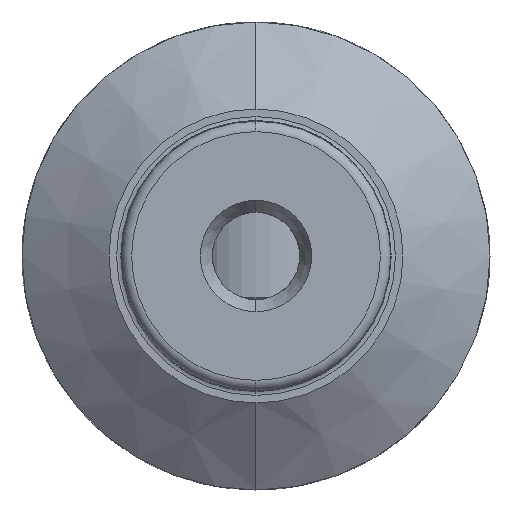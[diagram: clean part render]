
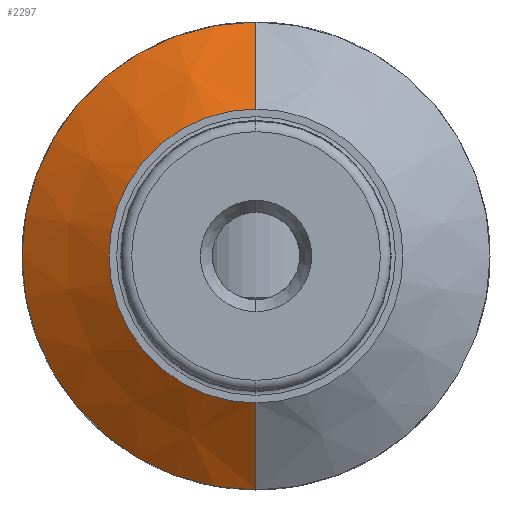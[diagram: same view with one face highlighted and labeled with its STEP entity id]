
A CAD part, left-side view. The second image highlights one B-rep face of the part: STEP entity #2297.
In plain terms, the highlighted conical face has half-angle 55 degrees and reference radius 11.25 mm.
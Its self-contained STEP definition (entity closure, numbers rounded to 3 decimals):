
#2297 = ADVANCED_FACE ( 'NONE', ( #11484 ), #20877, .T. ) ;
#3174 = CARTESIAN_POINT ( 'NONE',  ( -36.677, 0., 11.25 ) ) ;
#4772 = CIRCLE ( 'NONE', #21599, 7.067 ) ;
#4780 = CARTESIAN_POINT ( 'NONE',  ( -39.606, 0., -7.067 ) ) ;
#7442 = VERTEX_POINT ( 'NONE', #23290 ) ;
#7497 = ORIENTED_EDGE ( 'NONE', *, *, #13255, .F. ) ;
#8421 = CARTESIAN_POINT ( 'NONE',  ( -39.606, 0., 7.067 ) ) ;
#8755 = CARTESIAN_POINT ( 'NONE',  ( -36.677, 0., 0. ) ) ;
#9323 = EDGE_CURVE ( 'NONE', #7442, #30514, #14293, .T. ) ;
#9327 = VECTOR ( 'NONE', #15434, 1000. ) ;
#9609 = LINE ( 'NONE', #3174, #9327 ) ;
#11484 = FACE_OUTER_BOUND ( 'NONE', #22968, .T. ) ;
#12010 = ORIENTED_EDGE ( 'NONE', *, *, #9323, .T. ) ;
#13255 = EDGE_CURVE ( 'NONE', #28934, #21617, #4772, .T. ) ;
#14136 = ORIENTED_EDGE ( 'NONE', *, *, #30325, .F. ) ;
#14293 = CIRCLE ( 'NONE', #14793, 11.25 ) ;
#14793 = AXIS2_PLACEMENT_3D ( 'NONE', #8755, #15167, #17123 ) ;
#15167 = DIRECTION ( 'NONE',  ( -1., 0., 0. ) ) ;
#15434 = DIRECTION ( 'NONE',  ( 0.574, 0., 0.819 ) ) ;
#16776 = ORIENTED_EDGE ( 'NONE', *, *, #28753, .T. ) ;
#17123 = DIRECTION ( 'NONE',  ( 0., 0., 1. ) ) ;
#17320 = DIRECTION ( 'NONE',  ( 0., 0., -1. ) ) ;
#17419 = DIRECTION ( 'NONE',  ( 0.574, 0., -0.819 ) ) ;
#18972 = CARTESIAN_POINT ( 'NONE',  ( -39.606, 0., 0. ) ) ;
#20877 = CONICAL_SURFACE ( 'NONE', #23317, 11.25, 0.96 ) ;
#21599 = AXIS2_PLACEMENT_3D ( 'NONE', #18972, #30019, #22877 ) ;
#21617 = VERTEX_POINT ( 'NONE', #4780 ) ;
#22877 = DIRECTION ( 'NONE',  ( 0., 0., 1. ) ) ;
#22968 = EDGE_LOOP ( 'NONE', ( #7497, #16776, #12010, #14136 ) ) ;
#23290 = CARTESIAN_POINT ( 'NONE',  ( -36.677, 0., 11.25 ) ) ;
#23317 = AXIS2_PLACEMENT_3D ( 'NONE', #29653, #34784, #17320 ) ;
#23883 = LINE ( 'NONE', #39343, #27053 ) ;
#27053 = VECTOR ( 'NONE', #17419, 1000. ) ;
#28753 = EDGE_CURVE ( 'NONE', #28934, #7442, #9609, .T. ) ;
#28934 = VERTEX_POINT ( 'NONE', #8421 ) ;
#29653 = CARTESIAN_POINT ( 'NONE',  ( -36.677, 0., 0. ) ) ;
#30019 = DIRECTION ( 'NONE',  ( -1., 0., 0. ) ) ;
#30325 = EDGE_CURVE ( 'NONE', #21617, #30514, #23883, .T. ) ;
#30514 = VERTEX_POINT ( 'NONE', #32974 ) ;
#32974 = CARTESIAN_POINT ( 'NONE',  ( -36.677, 0., -11.25 ) ) ;
#34784 = DIRECTION ( 'NONE',  ( 1., 0., 0. ) ) ;
#39343 = CARTESIAN_POINT ( 'NONE',  ( -36.677, 0., -11.25 ) ) ;
